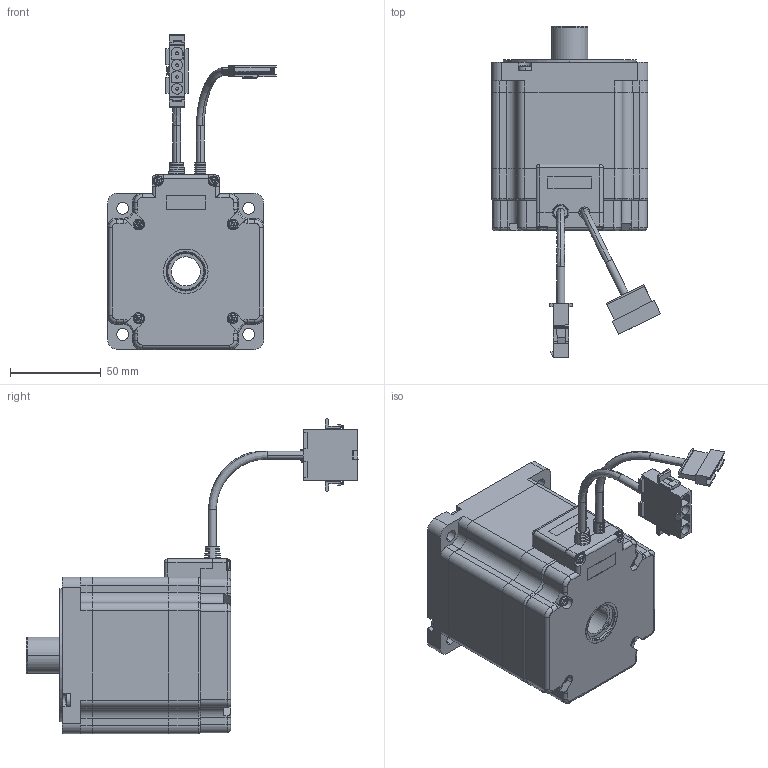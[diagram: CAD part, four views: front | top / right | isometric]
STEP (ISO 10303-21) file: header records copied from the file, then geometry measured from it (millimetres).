
FILE_DESCRIPTION (( 'STEP AP203' ), '1' );
FILE_NAME ('P74-MO-086-01-R00.STEP', '2019-02-07T05:22:09', ( '' ), ( '' ), 'SwSTEP 2.0', 'SolidWorks 2013', '' );
FILE_SCHEMA (( 'CONFIG_CONTROL_DESIGN' ));
Length unit declared in the file: millimetre
Products named in the file (22): M1A-EC-086-02-R00_ル遽; 10-005_X2_FF088C03657457AB7247FF09_X0_; 07-006_X2_FF08_X0_86_X2_78C194A2FF09_X0_; M74-EC-086-01-R00_ル遽; 07-012_X2_FF08_X0_6004_X2_8F74627FFF09_X0_; 03-026(34H2080_X2_8F6C5B5094C182AF_X0_); P74-MO-086-01-R00; 11-011_X2_87BA9489_X0_; 34H2080_X2_8F6C5B50603B6210_X0_; 12-010_X2_FF0862A47EBF5957FF09_X0_; 02-029_X2_FF085B9A5B5078E8524AFF09_X0_; M74-EP-086-01-R00_1; 15-001-056_X2_FF08_X0_34H2080); pan cross head_ks_KS 1023 PC- M3 x 12-N; 12-021_X2_FF089AA867B6FF09_X0_; 01-013_X2_FF08524D76D6FF09_X0_; 86陝 賅攪瞪錳摹-1; 02-030-3_X2_FF08_X0_5.5A_X2_FF09_X0_; 01-014_X2_FF08540E76D6FF09_X0_; 42阿 浚内歹 纳捞喉急_钎霖; 06-010_X2_FF0898847D27FF09_X0_; 04-419-1
Assembly tree (32 placements, depth 3):
  P74-MO-086-01-R00
    01-013_X2_FF08524D76D6FF09_X0_
    01-014_X2_FF08540E76D6FF09_X0_
    34H2080_X2_8F6C5B50603B6210_X0_
      04-419-1
      07-006_X2_FF08_X0_86_X2_78C194A2FF09_X0_
      03-026(34H2080_X2_8F6C5B5094C182AF_X0_)  x2
    02-030-3_X2_FF08_X0_5.5A_X2_FF09_X0_
      02-029_X2_FF085B9A5B5078E8524AFF09_X0_
      15-001-056_X2_FF08_X0_34H2080)
      12-021_X2_FF089AA867B6FF09_X0_  x2
    06-010_X2_FF0898847D27FF09_X0_
    10-005_X2_FF088C03657457AB7247FF09_X0_
    07-012_X2_FF08_X0_6004_X2_8F74627FFF09_X0_  x2
    11-011_X2_87BA9489_X0_  x4
    12-010_X2_FF0862A47EBF5957FF09_X0_
    M74-EP-086-01-R00_1
    pan cross head_ks_KS 1023 PC- M3 x 12-N  x6
    86陝 賅攪瞪錳摹-1
    42阿 浚内歹 纳捞喉急_钎霖
    M1A-EC-086-02-R00_ル遽
    M74-EC-086-01-R00_ル遽
Bounding box: 92.88 x 182.5 x 173.26 mm (x, y, z)
Volume: 419258.8 mm3; surface area: 260527.1 mm2
Topology: 42 solids, 42 shells, 3210 faces, 9041 edges, 5917 vertices
Faces by surface type: cylinder 1695, plane 1290, cone 113, bspline 92, torus 18, sphere 2
Entity records: 76244 total; most frequent: CARTESIAN_POINT 15688, DIRECTION 12481, ORIENTED_EDGE 12264, EDGE_CURVE 6132, AXIS2_PLACEMENT_3D 4565, VERTEX_POINT 4012, VECTOR 3351, LINE 3351
